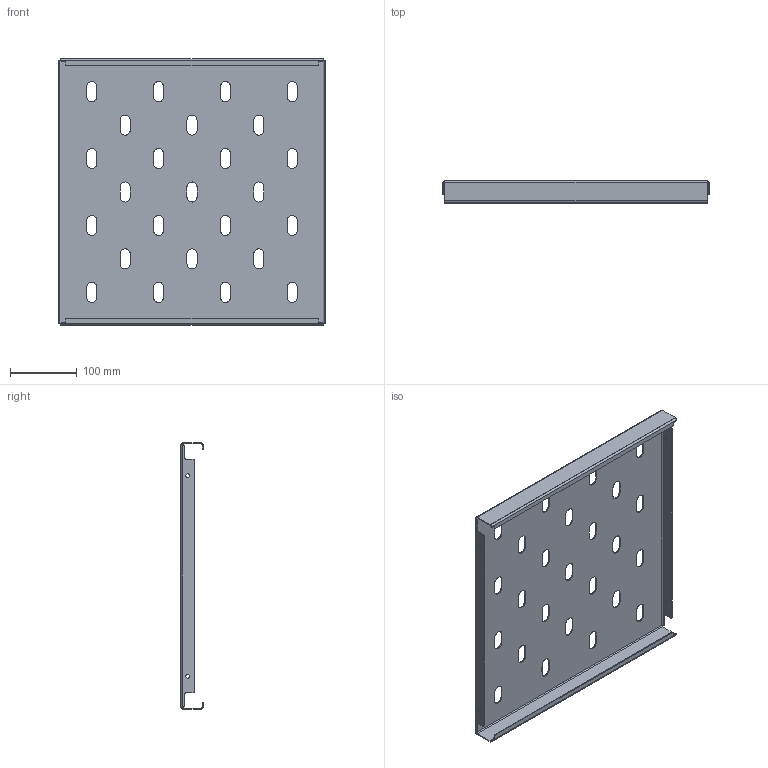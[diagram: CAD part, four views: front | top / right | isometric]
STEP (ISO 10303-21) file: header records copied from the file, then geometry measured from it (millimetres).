
FILE_DESCRIPTION (( 'STEP AP214' ), '1' );
FILE_NAME ('945.155.STEP', '2024-10-04T07:00:36', ( '' ), ( '' ), 'SwSTEP 2.0', 'SolidWorks 2021', '' );
FILE_SCHEMA (( 'AUTOMOTIVE_DESIGN' ));
Length unit declared in the file: millimetre
Products named in the file (1): 945.155
Bounding box: 398 x 33 x 398 mm (x, y, z)
Volume: 285581.8 mm3; surface area: 386462.3 mm2
Topology: 1 solids, 1 shells, 219 faces, 611 edges, 394 vertices
Faces by surface type: cylinder 119, plane 100
Entity records: 7245 total; most frequent: DIRECTION 1281, CARTESIAN_POINT 1273, ORIENTED_EDGE 1222, EDGE_CURVE 611, AXIS2_PLACEMENT_3D 458, VERTEX_POINT 394, LINE 365, VECTOR 365
